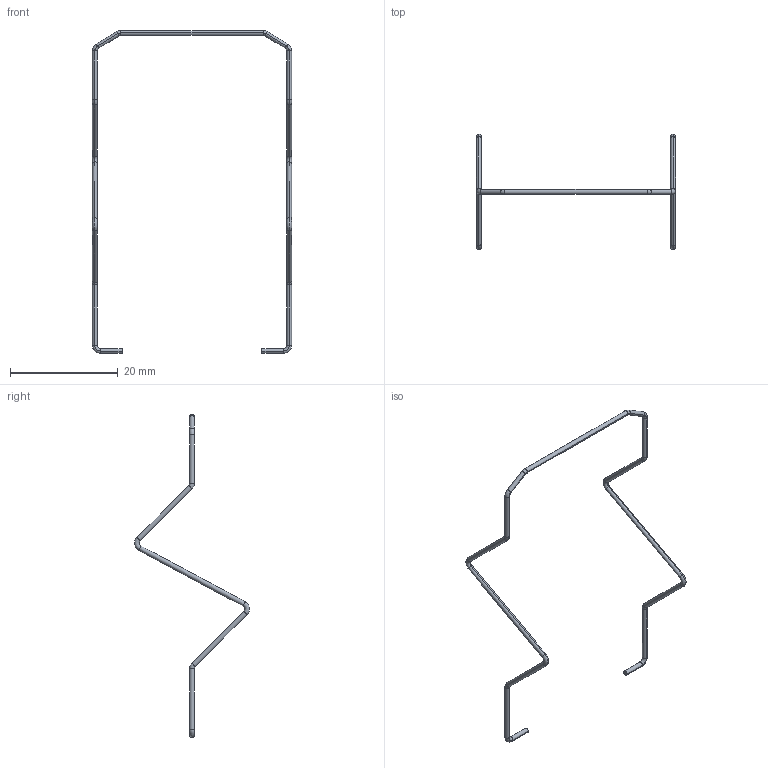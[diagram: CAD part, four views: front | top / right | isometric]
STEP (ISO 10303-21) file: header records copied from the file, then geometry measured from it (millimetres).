
FILE_DESCRIPTION(('Creo Elements/Direct Modeling STEP Export'),'2;1');
FILE_NAME('model.stp','2021-02-05T10:28:47',(''),(''),'Creo Elements/Direct Modeling STEP processor for AP214 (Solid Model)','Creo Elements/Direct Modeling 20.1D 10-Oct-2020 (C) Parametric Technology GmbH','');
FILE_SCHEMA(('AUTOMOTIVE_DESIGN { 1 0 10303 214 1 1 1 1 }'));
Length unit declared in the file: millimetre
Products named in the file (2): EL3_M52_HEB_04-select
Assembly tree (1 placements, depth 2):
  EL3_M52_HEB_04-select
    EL3_M52_HEB_04-select
Bounding box: 37 x 21.39 x 60 mm (x, y, z)
Volume: 127.2 mm3; surface area: 566.8 mm2
Topology: 1 solids, 1 shells, 60 faces, 120 edges, 62 vertices
Faces by surface type: cylinder 30, torus 28, plane 2
Entity records: 1427 total; most frequent: DIRECTION 270, ORIENTED_EDGE 240, CARTESIAN_POINT 212, AXIS2_PLACEMENT_3D 120, EDGE_CURVE 120, VERTEX_POINT 62, EDGE_LOOP 60, FACE_OUTER_BOUND 60
